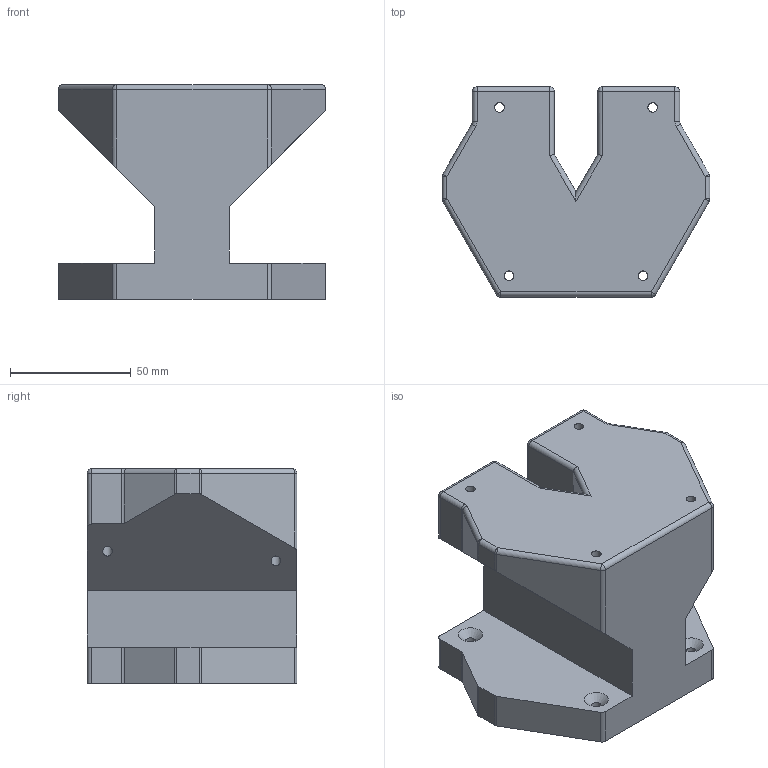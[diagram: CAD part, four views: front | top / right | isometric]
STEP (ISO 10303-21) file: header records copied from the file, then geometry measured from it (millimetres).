
FILE_DESCRIPTION(/* description */ (''),/* implementation_level */ '2;1');
FILE_NAME(/* name */ 'leader pedestal.stp',/* time_stamp */ '2025-06-26T12:14:37+10:00',/* author */ (''),/* organization */ (''),/* preprocessor_version */ 'ST-DEVELOPER v18.1',/* originating_system */ 'SIEMENS PLM Software NX 2000',/* authorisation */ '');
FILE_SCHEMA (('AUTOMOTIVE_DESIGN { 1 0 10303 214 3 1 1 1 }'));
Length unit declared in the file: millimetre
Products named in the file (1): jaco477C9BFEfy4m
Bounding box: 111 x 87 x 89 mm (x, y, z)
Volume: 445051.6 mm3; surface area: 57226.1 mm2
Topology: 1 solids, 1 shells, 92 faces, 243 edges, 143 vertices
Faces by surface type: cylinder 45, plane 31, sphere 10, cone 4, torus 2
Full cylindrical faces by diameter (mm): 4 x8
Entity records: 2722 total; most frequent: DIRECTION 496, CARTESIAN_POINT 449, ORIENTED_EDGE 434, EDGE_CURVE 217, AXIS2_PLACEMENT_3D 186, VERTEX_POINT 139, LINE 124, VECTOR 124
